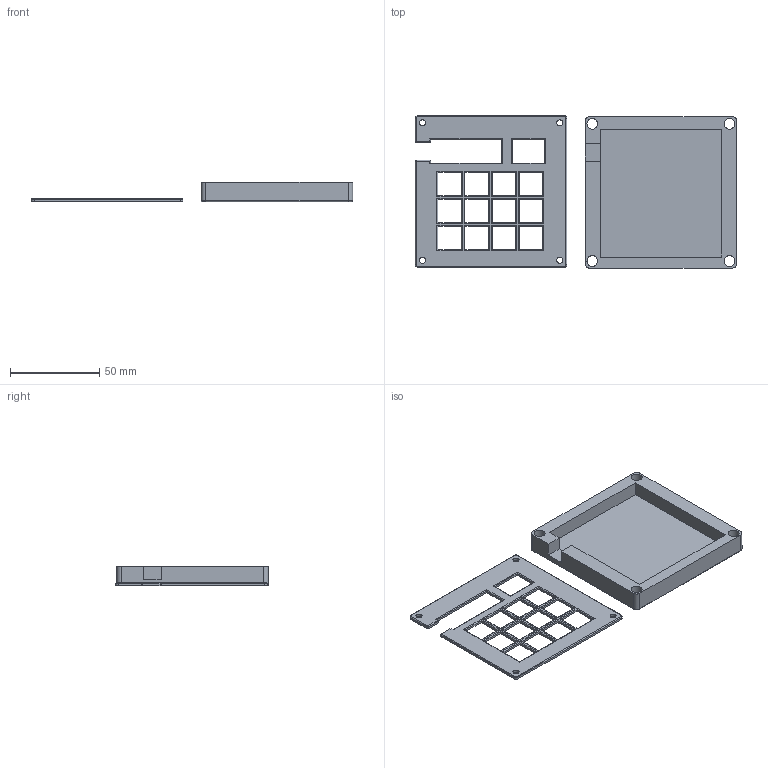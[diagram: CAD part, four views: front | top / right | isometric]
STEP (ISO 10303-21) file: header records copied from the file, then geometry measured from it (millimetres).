
FILE_DESCRIPTION(/* description */ (''),/* implementation_level */ '2;1');
FILE_NAME(/* name */ 'b4b2d748-2e25-480f-b262-6f396be4066c.stp',/* time_stamp */ '2025-12-28T10:50:28Z',/* author */ (''),/* organization */ (''),/* preprocessor_version */ 'ST-DEVELOPER v20.1',/* originating_system */ 'Autodesk Translation Framework v14.24.0.0',/* authorisation */ '');
FILE_SCHEMA (('AUTOMOTIVE_DESIGN { 1 0 10303 214 3 1 1 }'));
Length unit declared in the file: millimetre
Products named in the file (3): 2025-12-28-16-06-20-167; 2025-12-28-15-16-03-734; 2025-12-28-12-49-57-100
Assembly tree (2 placements, depth 2):
  2025-12-28-16-06-20-167
    2025-12-28-15-16-03-734
    2025-12-28-12-49-57-100
Bounding box: 179.84 x 85.3 x 11 mm (x, y, z)
Volume: 45539.5 mm3; surface area: 30977.1 mm2
Topology: 2 solids, 2 shells, 176 faces, 436 edges, 264 vertices
Faces by surface type: cylinder 86, plane 80, torus 8, sphere 2
Full cylindrical faces by diameter (mm): 3.4 x4, 6 x4
Entity records: 5291 total; most frequent: DIRECTION 920, CARTESIAN_POINT 881, ORIENTED_EDGE 872, EDGE_CURVE 436, LINE 314, VECTOR 314, AXIS2_PLACEMENT_3D 303, VERTEX_POINT 264
